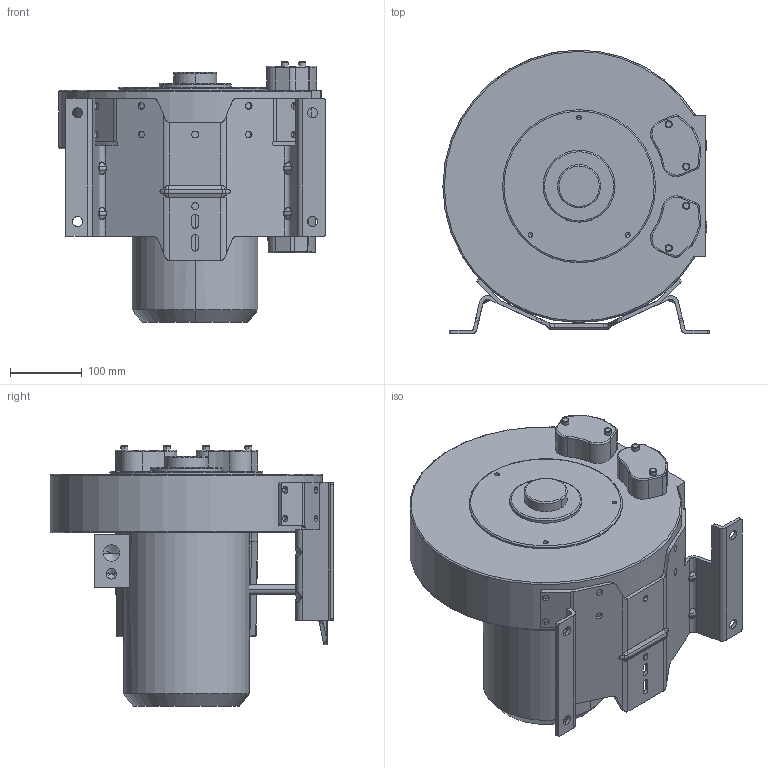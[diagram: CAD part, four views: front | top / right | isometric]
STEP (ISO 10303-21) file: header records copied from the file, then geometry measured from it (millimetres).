
FILE_DESCRIPTION((''),'2;1');
FILE_NAME('100-00288-DS_ASM','2016-07-26T',('rnennstiel'),('vacuvane vacuum technology gmbh'),'CREO PARAMETRIC BY PTC INC, 2015290','CREO PARAMETRIC BY PTC INC, 2015290','');
FILE_SCHEMA(('CONFIG_CONTROL_DESIGN'));
Length unit declared in the file: millimetre
Products named in the file (4): ASP0120-1MT151; FUSS_ASP0120; ASP0120-1MT151_ASM; 100-00288-DS_ASM
Assembly tree (3 placements, depth 3):
  100-00288-DS_ASM
    ASP0120-1MT151_ASM
      ASP0120-1MT151
      FUSS_ASP0120
Bounding box: 371.6 x 395.88 x 363.33 mm (x, y, z)
Volume: 16946395.5 mm3; surface area: 782099.2 mm2
Topology: 2 solids, 4 shells, 502 faces, 1240 edges, 757 vertices
Faces by surface type: cylinder 213, plane 143, bspline 62, torus 48, cone 28, sphere 4, extrusion 4
Entity records: 19083 total; most frequent: CARTESIAN_POINT 7371, ORIENTED_EDGE 2452, DIRECTION 2408, EDGE_CURVE 1226, AXIS2_PLACEMENT_3D 929, VERTEX_POINT 757, EDGE_LOOP 559, VECTOR 550
